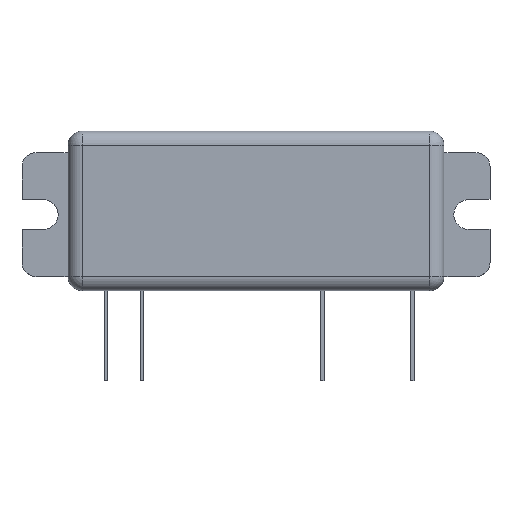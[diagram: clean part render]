
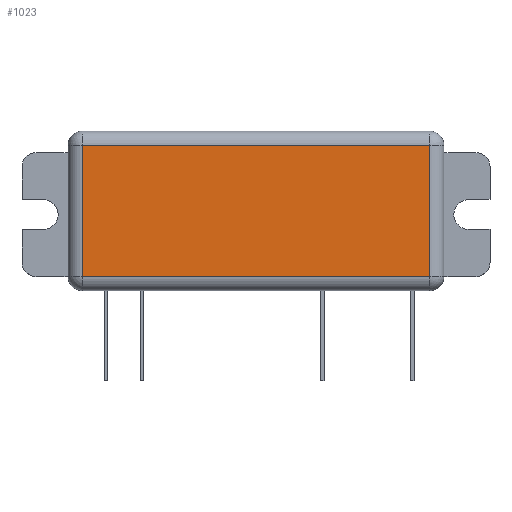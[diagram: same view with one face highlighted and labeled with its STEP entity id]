
A CAD part, top view. The second image highlights one B-rep face of the part: STEP entity #1023.
In plain terms, the highlighted planar face has unit normal (0, 0, 1).
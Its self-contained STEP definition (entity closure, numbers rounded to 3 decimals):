
#29=PLANE('',#1125);
#81=LINE('',#1536,#197);
#85=LINE('',#1552,#201);
#87=LINE('',#1555,#203);
#89=LINE('',#1558,#205);
#197=VECTOR('',#1235,10.);
#201=VECTOR('',#1253,10.);
#203=VECTOR('',#1257,10.);
#205=VECTOR('',#1261,10.);
#335=FACE_OUTER_BOUND('',#401,.T.);
#401=EDGE_LOOP('',(#769,#770,#771,#772));
#482=VERTEX_POINT('',#1498);
#487=VERTEX_POINT('',#1511);
#492=VERTEX_POINT('',#1524);
#497=VERTEX_POINT('',#1540);
#591=EDGE_CURVE('',#482,#492,#81,.T.);
#599=EDGE_CURVE('',#492,#497,#85,.T.);
#601=EDGE_CURVE('',#497,#487,#87,.T.);
#603=EDGE_CURVE('',#487,#482,#89,.T.);
#769=ORIENTED_EDGE('',*,*,#591,.F.);
#770=ORIENTED_EDGE('',*,*,#603,.F.);
#771=ORIENTED_EDGE('',*,*,#601,.F.);
#772=ORIENTED_EDGE('',*,*,#599,.F.);
#1023=ADVANCED_FACE('',(#335),#29,.T.);
#1125=AXIS2_PLACEMENT_3D('',#1564,#1269,#1270);
#1235=DIRECTION('',(-1.,0.,0.));
#1253=DIRECTION('',(0.,1.,0.));
#1257=DIRECTION('',(1.,0.,0.));
#1261=DIRECTION('',(0.,-1.,0.));
#1269=DIRECTION('center_axis',(0.,0.,1.));
#1270=DIRECTION('ref_axis',(1.,0.,0.));
#1498=CARTESIAN_POINT('',(74.5,79.211,10.5));
#1511=CARTESIAN_POINT('',(74.5,97.711,10.5));
#1524=CARTESIAN_POINT('',(25.5,79.211,10.5));
#1536=CARTESIAN_POINT('',(36.75,79.211,10.5));
#1540=CARTESIAN_POINT('',(25.5,97.711,10.5));
#1552=CARTESIAN_POINT('',(25.5,94.086,10.5));
#1555=CARTESIAN_POINT('',(63.25,97.711,10.5));
#1558=CARTESIAN_POINT('',(74.5,82.836,10.5));
#1564=CARTESIAN_POINT('Origin',(50.,88.461,10.5));
